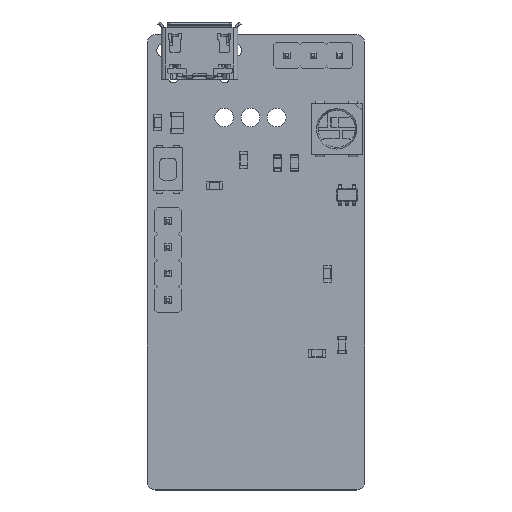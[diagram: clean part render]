
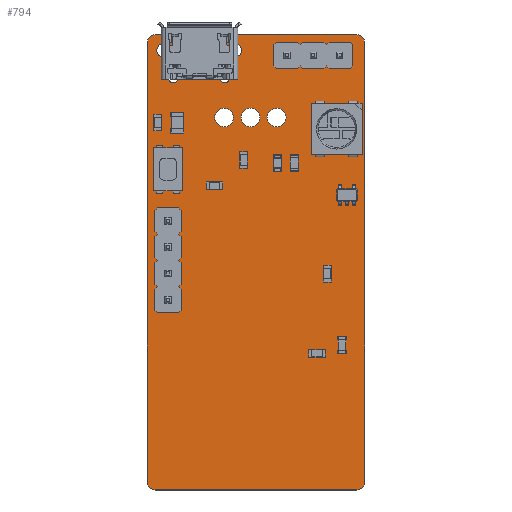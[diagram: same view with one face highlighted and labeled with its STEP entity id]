
A CAD part, top view. The second image highlights one B-rep face of the part: STEP entity #794.
In plain terms, the highlighted planar face has unit normal (0, 0, 1).
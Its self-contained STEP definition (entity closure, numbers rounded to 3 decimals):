
#81 = VERTEX_POINT('',#82);
#82 = CARTESIAN_POINT('',(101.75,-137.,0.));
#99 = VERTEX_POINT('',#100);
#100 = CARTESIAN_POINT('',(121.25,-137.,0.));
#106 = EDGE_CURVE('',#81,#99,#107,.T.);
#107 = LINE('',#108,#109);
#108 = CARTESIAN_POINT('',(101.75,-137.,0.));
#109 = VECTOR('',#110,1.);
#110 = DIRECTION('',(1.,0.,0.));
#121 = VERTEX_POINT('',#122);
#122 = CARTESIAN_POINT('',(101.,-136.25,0.));
#138 = EDGE_CURVE('',#121,#81,#139,.T.);
#139 = CIRCLE('',#140,0.75);
#140 = AXIS2_PLACEMENT_3D('',#141,#142,#143);
#141 = CARTESIAN_POINT('',(101.75,-136.25,0.));
#142 = DIRECTION('',(0.,0.,1.));
#143 = DIRECTION('',(1.,0.,0.));
#164 = VERTEX_POINT('',#165);
#165 = CARTESIAN_POINT('',(122.,-136.25,0.));
#171 = EDGE_CURVE('',#99,#164,#172,.T.);
#172 = CIRCLE('',#173,0.75);
#173 = AXIS2_PLACEMENT_3D('',#174,#175,#176);
#174 = CARTESIAN_POINT('',(121.25,-136.25,0.));
#175 = DIRECTION('',(0.,0.,1.));
#176 = DIRECTION('',(1.,0.,0.));
#187 = VERTEX_POINT('',#188);
#188 = CARTESIAN_POINT('',(101.,-93.75,0.));
#203 = EDGE_CURVE('',#187,#121,#204,.T.);
#204 = LINE('',#205,#206);
#205 = CARTESIAN_POINT('',(101.,-93.75,0.));
#206 = VECTOR('',#207,1.);
#207 = DIRECTION('',(0.,-1.,0.));
#227 = VERTEX_POINT('',#228);
#228 = CARTESIAN_POINT('',(122.,-93.75,0.));
#234 = EDGE_CURVE('',#164,#227,#235,.T.);
#235 = LINE('',#236,#237);
#236 = CARTESIAN_POINT('',(122.,-136.25,0.));
#237 = VECTOR('',#238,1.);
#238 = DIRECTION('',(0.,1.,0.));
#249 = VERTEX_POINT('',#250);
#250 = CARTESIAN_POINT('',(101.75,-93.,0.));
#266 = EDGE_CURVE('',#249,#187,#267,.T.);
#267 = CIRCLE('',#268,0.75);
#268 = AXIS2_PLACEMENT_3D('',#269,#270,#271);
#269 = CARTESIAN_POINT('',(101.75,-93.75,0.));
#270 = DIRECTION('',(0.,0.,1.));
#271 = DIRECTION('',(1.,0.,0.));
#292 = VERTEX_POINT('',#293);
#293 = CARTESIAN_POINT('',(121.25,-93.,0.));
#299 = EDGE_CURVE('',#227,#292,#300,.T.);
#300 = CIRCLE('',#301,0.75);
#301 = AXIS2_PLACEMENT_3D('',#302,#303,#304);
#302 = CARTESIAN_POINT('',(121.25,-93.75,0.));
#303 = DIRECTION('',(0.,0.,1.));
#304 = DIRECTION('',(1.,0.,0.));
#322 = EDGE_CURVE('',#292,#249,#323,.T.);
#323 = LINE('',#324,#325);
#324 = CARTESIAN_POINT('',(121.25,-93.,0.));
#325 = VECTOR('',#326,1.);
#326 = DIRECTION('',(-1.,0.,0.));
#337 = VERTEX_POINT('',#338);
#338 = CARTESIAN_POINT('',(117.54,-95.,0.));
#354 = EDGE_CURVE('',#337,#337,#355,.T.);
#355 = CIRCLE('',#356,0.5);
#356 = AXIS2_PLACEMENT_3D('',#357,#358,#359);
#357 = CARTESIAN_POINT('',(117.04,-95.,0.));
#358 = DIRECTION('',(0.,0.,1.));
#359 = DIRECTION('',(1.,0.,-0.));
#370 = VERTEX_POINT('',#371);
#371 = CARTESIAN_POINT('',(115.,-95.,0.));
#387 = EDGE_CURVE('',#370,#370,#388,.T.);
#388 = CIRCLE('',#389,0.5);
#389 = AXIS2_PLACEMENT_3D('',#390,#391,#392);
#390 = CARTESIAN_POINT('',(114.5,-95.,0.));
#391 = DIRECTION('',(0.,0.,1.));
#392 = DIRECTION('',(1.,0.,-0.));
#403 = VERTEX_POINT('',#404);
#404 = CARTESIAN_POINT('',(110.1,-94.5,0.));
#420 = EDGE_CURVE('',#403,#403,#421,.T.);
#421 = CIRCLE('',#422,0.6);
#422 = AXIS2_PLACEMENT_3D('',#423,#424,#425);
#423 = CARTESIAN_POINT('',(109.5,-94.5,0.));
#424 = DIRECTION('',(0.,0.,1.));
#425 = DIRECTION('',(1.,0.,-0.));
#436 = VERTEX_POINT('',#437);
#437 = CARTESIAN_POINT('',(103.95,-97.2,0.));
#453 = EDGE_CURVE('',#436,#436,#454,.T.);
#454 = CIRCLE('',#455,0.45);
#455 = AXIS2_PLACEMENT_3D('',#456,#457,#458);
#456 = CARTESIAN_POINT('',(103.5,-97.2,0.));
#457 = DIRECTION('',(0.,0.,1.));
#458 = DIRECTION('',(1.,0.,-0.));
#469 = VERTEX_POINT('',#470);
#470 = CARTESIAN_POINT('',(103.1,-94.5,0.));
#486 = EDGE_CURVE('',#469,#469,#487,.T.);
#487 = CIRCLE('',#488,0.6);
#488 = AXIS2_PLACEMENT_3D('',#489,#490,#491);
#489 = CARTESIAN_POINT('',(102.5,-94.5,0.));
#490 = DIRECTION('',(0.,0.,1.));
#491 = DIRECTION('',(1.,0.,-0.));
#502 = VERTEX_POINT('',#503);
#503 = CARTESIAN_POINT('',(108.95,-97.2,0.));
#519 = EDGE_CURVE('',#502,#502,#520,.T.);
#520 = CIRCLE('',#521,0.45);
#521 = AXIS2_PLACEMENT_3D('',#522,#523,#524);
#522 = CARTESIAN_POINT('',(108.5,-97.2,0.));
#523 = DIRECTION('',(0.,0.,1.));
#524 = DIRECTION('',(1.,0.,-0.));
#535 = VERTEX_POINT('',#536);
#536 = CARTESIAN_POINT('',(120.08,-95.,0.));
#552 = EDGE_CURVE('',#535,#535,#553,.T.);
#553 = CIRCLE('',#554,0.5);
#554 = AXIS2_PLACEMENT_3D('',#555,#556,#557);
#555 = CARTESIAN_POINT('',(119.58,-95.,0.));
#556 = DIRECTION('',(0.,0.,1.));
#557 = DIRECTION('',(1.,0.,-0.));
#568 = VERTEX_POINT('',#569);
#569 = CARTESIAN_POINT('',(114.4,-101.,0.));
#585 = EDGE_CURVE('',#568,#568,#586,.T.);
#586 = CIRCLE('',#587,0.9);
#587 = AXIS2_PLACEMENT_3D('',#588,#589,#590);
#588 = CARTESIAN_POINT('',(113.5,-101.,0.));
#589 = DIRECTION('',(0.,0.,1.));
#590 = DIRECTION('',(1.,0.,-0.));
#601 = VERTEX_POINT('',#602);
#602 = CARTESIAN_POINT('',(111.86,-101.,0.));
#618 = EDGE_CURVE('',#601,#601,#619,.T.);
#619 = CIRCLE('',#620,0.9);
#620 = AXIS2_PLACEMENT_3D('',#621,#622,#623);
#621 = CARTESIAN_POINT('',(110.96,-101.,0.));
#622 = DIRECTION('',(0.,0.,1.));
#623 = DIRECTION('',(1.,0.,-0.));
#634 = VERTEX_POINT('',#635);
#635 = CARTESIAN_POINT('',(109.32,-101.,0.));
#651 = EDGE_CURVE('',#634,#634,#652,.T.);
#652 = CIRCLE('',#653,0.9);
#653 = AXIS2_PLACEMENT_3D('',#654,#655,#656);
#654 = CARTESIAN_POINT('',(108.42,-101.,0.));
#655 = DIRECTION('',(0.,0.,1.));
#656 = DIRECTION('',(1.,0.,-0.));
#667 = VERTEX_POINT('',#668);
#668 = CARTESIAN_POINT('',(103.5,-116.08,0.));
#684 = EDGE_CURVE('',#667,#667,#685,.T.);
#685 = CIRCLE('',#686,0.5);
#686 = AXIS2_PLACEMENT_3D('',#687,#688,#689);
#687 = CARTESIAN_POINT('',(103.,-116.08,0.));
#688 = DIRECTION('',(0.,0.,1.));
#689 = DIRECTION('',(1.,0.,-0.));
#700 = VERTEX_POINT('',#701);
#701 = CARTESIAN_POINT('',(103.5,-113.54,0.));
#717 = EDGE_CURVE('',#700,#700,#718,.T.);
#718 = CIRCLE('',#719,0.5);
#719 = AXIS2_PLACEMENT_3D('',#720,#721,#722);
#720 = CARTESIAN_POINT('',(103.,-113.54,0.));
#721 = DIRECTION('',(0.,0.,1.));
#722 = DIRECTION('',(1.,0.,-0.));
#733 = VERTEX_POINT('',#734);
#734 = CARTESIAN_POINT('',(103.5,-111.,0.));
#750 = EDGE_CURVE('',#733,#733,#751,.T.);
#751 = CIRCLE('',#752,0.5);
#752 = AXIS2_PLACEMENT_3D('',#753,#754,#755);
#753 = CARTESIAN_POINT('',(103.,-111.,0.));
#754 = DIRECTION('',(0.,0.,1.));
#755 = DIRECTION('',(1.,0.,-0.));
#766 = VERTEX_POINT('',#767);
#767 = CARTESIAN_POINT('',(103.5,-118.62,0.));
#783 = EDGE_CURVE('',#766,#766,#784,.T.);
#784 = CIRCLE('',#785,0.5);
#785 = AXIS2_PLACEMENT_3D('',#786,#787,#788);
#786 = CARTESIAN_POINT('',(103.,-118.62,0.));
#787 = DIRECTION('',(0.,0.,1.));
#788 = DIRECTION('',(1.,0.,-0.));
#794 = ADVANCED_FACE('',(#795,#805,#808,#811,#814,#817,#820,#823,#826,
    #829,#832,#835,#838,#841,#844),#847,.T.);
#795 = FACE_BOUND('',#796,.T.);
#796 = EDGE_LOOP('',(#797,#798,#799,#800,#801,#802,#803,#804));
#797 = ORIENTED_EDGE('',*,*,#106,.T.);
#798 = ORIENTED_EDGE('',*,*,#171,.T.);
#799 = ORIENTED_EDGE('',*,*,#234,.T.);
#800 = ORIENTED_EDGE('',*,*,#299,.T.);
#801 = ORIENTED_EDGE('',*,*,#322,.T.);
#802 = ORIENTED_EDGE('',*,*,#266,.T.);
#803 = ORIENTED_EDGE('',*,*,#203,.T.);
#804 = ORIENTED_EDGE('',*,*,#138,.T.);
#805 = FACE_BOUND('',#806,.T.);
#806 = EDGE_LOOP('',(#807));
#807 = ORIENTED_EDGE('',*,*,#354,.F.);
#808 = FACE_BOUND('',#809,.T.);
#809 = EDGE_LOOP('',(#810));
#810 = ORIENTED_EDGE('',*,*,#387,.F.);
#811 = FACE_BOUND('',#812,.T.);
#812 = EDGE_LOOP('',(#813));
#813 = ORIENTED_EDGE('',*,*,#420,.F.);
#814 = FACE_BOUND('',#815,.T.);
#815 = EDGE_LOOP('',(#816));
#816 = ORIENTED_EDGE('',*,*,#453,.F.);
#817 = FACE_BOUND('',#818,.T.);
#818 = EDGE_LOOP('',(#819));
#819 = ORIENTED_EDGE('',*,*,#486,.F.);
#820 = FACE_BOUND('',#821,.T.);
#821 = EDGE_LOOP('',(#822));
#822 = ORIENTED_EDGE('',*,*,#519,.F.);
#823 = FACE_BOUND('',#824,.T.);
#824 = EDGE_LOOP('',(#825));
#825 = ORIENTED_EDGE('',*,*,#552,.F.);
#826 = FACE_BOUND('',#827,.T.);
#827 = EDGE_LOOP('',(#828));
#828 = ORIENTED_EDGE('',*,*,#585,.F.);
#829 = FACE_BOUND('',#830,.T.);
#830 = EDGE_LOOP('',(#831));
#831 = ORIENTED_EDGE('',*,*,#618,.F.);
#832 = FACE_BOUND('',#833,.T.);
#833 = EDGE_LOOP('',(#834));
#834 = ORIENTED_EDGE('',*,*,#651,.F.);
#835 = FACE_BOUND('',#836,.T.);
#836 = EDGE_LOOP('',(#837));
#837 = ORIENTED_EDGE('',*,*,#684,.F.);
#838 = FACE_BOUND('',#839,.T.);
#839 = EDGE_LOOP('',(#840));
#840 = ORIENTED_EDGE('',*,*,#717,.F.);
#841 = FACE_BOUND('',#842,.T.);
#842 = EDGE_LOOP('',(#843));
#843 = ORIENTED_EDGE('',*,*,#750,.F.);
#844 = FACE_BOUND('',#845,.T.);
#845 = EDGE_LOOP('',(#846));
#846 = ORIENTED_EDGE('',*,*,#783,.F.);
#847 = PLANE('',#848);
#848 = AXIS2_PLACEMENT_3D('',#849,#850,#851);
#849 = CARTESIAN_POINT('',(111.5,-115.,0.));
#850 = DIRECTION('',(0.,0.,1.));
#851 = DIRECTION('',(1.,0.,0.));
